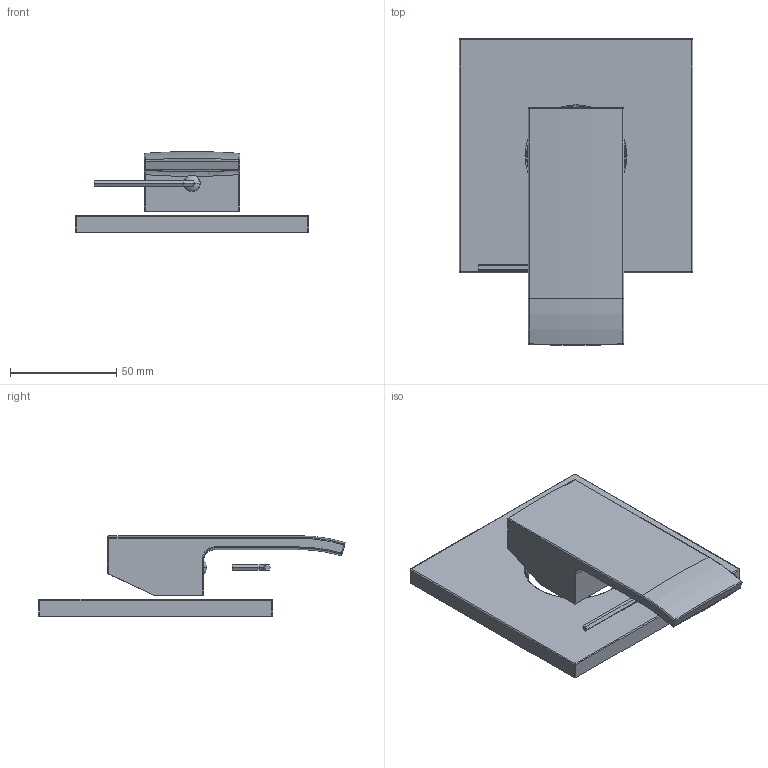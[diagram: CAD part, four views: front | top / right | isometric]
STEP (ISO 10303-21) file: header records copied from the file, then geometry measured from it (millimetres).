
FILE_DESCRIPTION((''),'2;1');
FILE_NAME('EL010CREST_ASM','2021-01-28T14:43:32',('stefano.gianpani'),('PAFFONI SpA'),'CREO PARAMETRIC BY PTC INC, 2020044','CREO PARAMETRIC BY PTC INC, 2020044','');
FILE_SCHEMA(('CONFIG_CONTROL_DESIGN','SHAPE_APPEARANCE_LAYERS_GROUPS'));
Length unit declared in the file: millimetre
Products named in the file (9): 4061171CR; 592305006A2I; TCF0691105CRRB; CHBR25; 8001114_ASM; 4061170CR; 2091319; 2091340; EL010CREST_ASM
Assembly tree (8 placements, depth 3):
  EL010CREST_ASM
    4061171CR
    8001114_ASM
      592305006A2I
      TCF0691105CRRB
      CHBR25
    4061170CR
    2091319
    2091340
Bounding box: 110 x 144.06 x 37.91 mm (x, y, z)
Volume: 93902.3 mm3; surface area: 68604.3 mm2
Topology: 7 solids, 9 shells, 241 faces, 550 edges, 331 vertices
Faces by surface type: plane 89, cylinder 88, sphere 20, torus 19, bspline 13, cone 12
Entity records: 9468 total; most frequent: CARTESIAN_POINT 2072, DIRECTION 1219, ORIENTED_EDGE 1088, PRESENTATION_STYLE_ASSIGNMENT 557, STYLED_ITEM 557, CURVE_STYLE 548, EDGE_CURVE 548, AXIS2_PLACEMENT_3D 467
